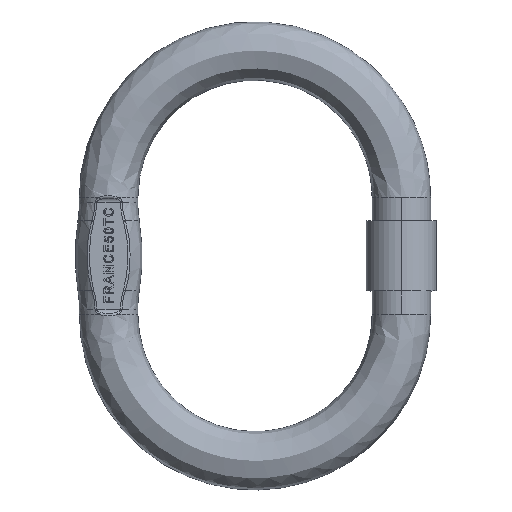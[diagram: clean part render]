
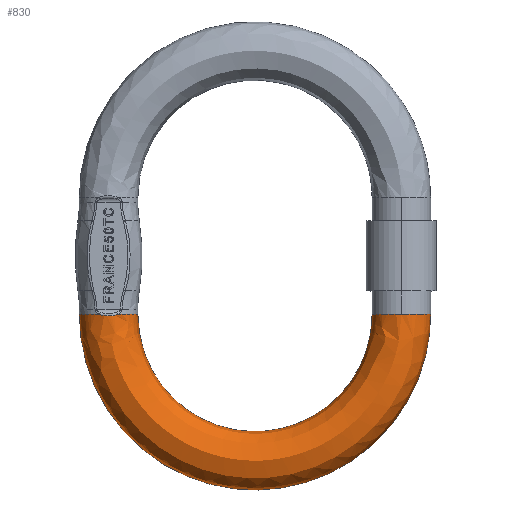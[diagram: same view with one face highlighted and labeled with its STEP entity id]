
A CAD part, top view. The second image highlights one B-rep face of the part: STEP entity #830.
In plain terms, the highlighted free-form (B-spline) face has degree [3, 3] with [7, 7] control points.
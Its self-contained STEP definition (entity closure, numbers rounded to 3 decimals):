
#830=ADVANCED_FACE('NONE',(#1754),#1755,.T.);
#1754=FACE_OUTER_BOUND('',#6372,.T.);
#1755=(B_SPLINE_SURFACE(3,3,((#6374,#6375,#6376,#6377,#6378,#6379,#6380),(#6381,#6382,#6383,#6384,#6385,#6386,#6387),(#6388,#6389,#6390,#6391,#6392,#6393,#6394),(#6395,#6396,#6397,#6398,#6399,#6400,#6401),(#6402,#6403,#6404,#6405,#6406,#6407,#6408),(#6409,#6410,#6411,#6412,#6413,#6414,#6415),(#6416,#6417,#6418,#6419,#6420,#6421,#6422)),.UNSPECIFIED.,.T.,.F.,.F.)B_SPLINE_SURFACE_WITH_KNOTS((4,3,4),(4,3,4),(0.0,0.5,1.0),(0.0,0.5,1.0),.UNSPECIFIED.)RATIONAL_B_SPLINE_SURFACE(((1.0,0.803,0.803,1.0,0.803,0.803,1.0),(0.333,0.268,0.268,0.333,0.268,0.268,0.333),(0.333,0.268,0.268,0.333,0.268,0.268,0.333),(1.0,0.803,0.803,1.0,0.803,0.803,1.0),(0.333,0.268,0.268,0.333,0.268,0.268,0.333),(0.333,0.268,0.268,0.333,0.268,0.268,0.333),(1.0,0.803,0.803,1.0,0.803,0.803,1.0)))BOUNDED_SURFACE()REPRESENTATION_ITEM('')GEOMETRIC_REPRESENTATION_ITEM()SURFACE());
#6372=EDGE_LOOP('',(#9553,#9554,#9555,#9556,#9557,#9558,#9559));
#6374=CARTESIAN_POINT('',(150.0,-50.0,0.0));
#6375=CARTESIAN_POINT('',(150.0,-138.526,0.0));
#6376=CARTESIAN_POINT('',(87.108,-200.828,0.0));
#6377=CARTESIAN_POINT('',(-1.414,-199.993,0.0));
#6378=CARTESIAN_POINT('',(-89.936,-199.159,0.0));
#6379=CARTESIAN_POINT('',(-151.642,-135.683,0.0));
#6380=CARTESIAN_POINT('',(-149.973,-47.173,0.0));
#6381=CARTESIAN_POINT('',(150.0,-50.0,50.0));
#6382=CARTESIAN_POINT('',(150.0,-138.526,50.0));
#6383=CARTESIAN_POINT('',(87.108,-200.828,50.0));
#6384=CARTESIAN_POINT('',(-1.414,-199.993,50.0));
#6385=CARTESIAN_POINT('',(-89.936,-199.159,50.0));
#6386=CARTESIAN_POINT('',(-151.642,-135.683,50.0));
#6387=CARTESIAN_POINT('',(-149.973,-47.173,50.0));
#6388=CARTESIAN_POINT('',(100.0,-50.0,50.0));
#6389=CARTESIAN_POINT('',(100.0,-109.017,50.0));
#6390=CARTESIAN_POINT('',(58.072,-150.552,50.0));
#6391=CARTESIAN_POINT('',(-0.942,-149.996,50.0));
#6392=CARTESIAN_POINT('',(-59.957,-149.439,50.0));
#6393=CARTESIAN_POINT('',(-101.095,-107.122,50.0));
#6394=CARTESIAN_POINT('',(-99.982,-48.115,50.0));
#6395=CARTESIAN_POINT('',(100.0,-50.0,0.));
#6396=CARTESIAN_POINT('',(100.0,-109.017,0.));
#6397=CARTESIAN_POINT('',(58.072,-150.552,0.));
#6398=CARTESIAN_POINT('',(-0.942,-149.996,0.));
#6399=CARTESIAN_POINT('',(-59.957,-149.439,0.));
#6400=CARTESIAN_POINT('',(-101.095,-107.122,0.));
#6401=CARTESIAN_POINT('',(-99.982,-48.115,0.));
#6402=CARTESIAN_POINT('',(100.0,-50.0,-50.0));
#6403=CARTESIAN_POINT('',(100.0,-109.017,-50.0));
#6404=CARTESIAN_POINT('',(58.072,-150.552,-50.0));
#6405=CARTESIAN_POINT('',(-0.942,-149.996,-50.0));
#6406=CARTESIAN_POINT('',(-59.957,-149.439,-50.0));
#6407=CARTESIAN_POINT('',(-101.095,-107.122,-50.0));
#6408=CARTESIAN_POINT('',(-99.982,-48.115,-50.0));
#6409=CARTESIAN_POINT('',(150.0,-50.0,-50.0));
#6410=CARTESIAN_POINT('',(150.0,-138.526,-50.0));
#6411=CARTESIAN_POINT('',(87.108,-200.828,-50.0));
#6412=CARTESIAN_POINT('',(-1.414,-199.993,-50.0));
#6413=CARTESIAN_POINT('',(-89.936,-199.159,-50.0));
#6414=CARTESIAN_POINT('',(-151.642,-135.683,-50.0));
#6415=CARTESIAN_POINT('',(-149.973,-47.173,-50.0));
#6416=CARTESIAN_POINT('',(150.0,-50.0,0.0));
#6417=CARTESIAN_POINT('',(150.0,-138.526,0.0));
#6418=CARTESIAN_POINT('',(87.108,-200.828,0.0));
#6419=CARTESIAN_POINT('',(-1.414,-199.993,0.0));
#6420=CARTESIAN_POINT('',(-89.936,-199.159,0.0));
#6421=CARTESIAN_POINT('',(-151.642,-135.683,0.0));
#6422=CARTESIAN_POINT('',(-149.973,-47.173,0.0));
#9553=ORIENTED_EDGE('',*,*,#10136,.T.);
#9554=ORIENTED_EDGE('',*,*,#10160,.F.);
#9555=ORIENTED_EDGE('',*,*,#11020,.F.);
#9556=ORIENTED_EDGE('',*,*,#10140,.F.);
#9557=ORIENTED_EDGE('',*,*,#11018,.F.);
#9558=ORIENTED_EDGE('',*,*,#10971,.F.);
#9559=ORIENTED_EDGE('',*,*,#10993,.F.);
#10136=EDGE_CURVE('',#11292,#11293,#11294,.T.);
#10140=EDGE_CURVE('',#11299,#11301,#11302,.T.);
#10160=EDGE_CURVE('NONE',#11335,#11293,#11337,.T.);
#10971=EDGE_CURVE('NONE',#12533,#12537,#12538,.T.);
#10993=EDGE_CURVE('NONE',#11292,#12533,#12570,.T.);
#11018=EDGE_CURVE('NONE',#12537,#11299,#12603,.T.);
#11020=EDGE_CURVE('NONE',#11301,#11335,#12605,.T.);
#11292=VERTEX_POINT('',#13030);
#11293=VERTEX_POINT('',#13031);
#11294=(B_SPLINE_CURVE(3,(#13033,#13034,#13035,#13036,#13037,#13038,#13039),.UNSPECIFIED.,.F.,.F.)B_SPLINE_CURVE_WITH_KNOTS((4,3,4),(-1.0,-0.5,-0.0),.UNSPECIFIED.)RATIONAL_B_SPLINE_CURVE((1.0,0.803,0.803,1.0,0.803,0.803,1.0))BOUNDED_CURVE()REPRESENTATION_ITEM('')GEOMETRIC_REPRESENTATION_ITEM()CURVE());
#11299=VERTEX_POINT('',#13071);
#11301=VERTEX_POINT('',#13073);
#11302=(B_SPLINE_CURVE(3,(#13075,#13076,#13077,#13078,#13079,#13080,#13081),.UNSPECIFIED.,.F.,.F.)B_SPLINE_CURVE_WITH_KNOTS((4,3,4),(-1.0,-0.5,-0.0),.UNSPECIFIED.)RATIONAL_B_SPLINE_CURVE((1.0,0.803,0.803,1.0,0.803,0.803,1.0))BOUNDED_CURVE()REPRESENTATION_ITEM('')GEOMETRIC_REPRESENTATION_ITEM()CURVE());
#11335=VERTEX_POINT('',#13226);
#11337=CIRCLE('',#13229,25.0);
#12533=VERTEX_POINT('NONE',#17616);
#12537=VERTEX_POINT('NONE',#17633);
#12538=B_SPLINE_CURVE_WITH_KNOTS('',3,(#17634,#17635,#17636,#17637,#17638,#17639,#17640,#17641,#17642,#17643,#17644,#17645,#17646,#17647,#17648,#17649,#17650,#17651,#17652,#17653,#17654,#17655),.UNSPECIFIED.,.F.,.F.,(4,2,2,2,2,2,2,2,2,2,4),(0.0,0.125,0.25,0.313,0.375,0.5,0.625,0.688,0.75,0.875,1.0),.UNSPECIFIED.);
#12570=CIRCLE('',#17811,25.0);
#12603=CIRCLE('',#18025,25.0);
#12605=CIRCLE('',#18027,25.0);
#13030=CARTESIAN_POINT('',(-150.0,-50.,0.0));
#13031=CARTESIAN_POINT('',(150.0,-50.0,0.0));
#13033=CARTESIAN_POINT('',(-149.973,-47.173,0.0));
#13034=CARTESIAN_POINT('',(-151.642,-135.683,0.0));
#13035=CARTESIAN_POINT('',(-89.936,-199.159,0.0));
#13036=CARTESIAN_POINT('',(-1.414,-199.993,0.0));
#13037=CARTESIAN_POINT('',(87.108,-200.828,0.0));
#13038=CARTESIAN_POINT('',(150.0,-138.526,0.0));
#13039=CARTESIAN_POINT('',(150.0,-50.0,0.0));
#13071=CARTESIAN_POINT('',(-100.0,-50.,0.));
#13073=CARTESIAN_POINT('',(100.0,-50.0,0.));
#13075=CARTESIAN_POINT('',(-99.982,-48.115,0.));
#13076=CARTESIAN_POINT('',(-101.095,-107.122,0.));
#13077=CARTESIAN_POINT('',(-59.957,-149.439,0.));
#13078=CARTESIAN_POINT('',(-0.942,-149.996,0.));
#13079=CARTESIAN_POINT('',(58.072,-150.552,0.));
#13080=CARTESIAN_POINT('',(100.0,-109.017,0.));
#13081=CARTESIAN_POINT('',(100.0,-50.0,0.));
#13226=CARTESIAN_POINT('',(125.0,-50.0,25.0));
#13229=AXIS2_PLACEMENT_3D('',#19154,#19155,#19156);
#17616=CARTESIAN_POINT('',(-132.856,-50.,23.734));
#17633=CARTESIAN_POINT('',(-117.144,-50.,23.734));
#17634=CARTESIAN_POINT('',(-132.856,-50.,23.734));
#17635=CARTESIAN_POINT('',(-132.261,-50.257,23.931));
#17636=CARTESIAN_POINT('',(-131.635,-50.462,24.112));
#17637=CARTESIAN_POINT('',(-130.363,-50.794,24.426));
#17638=CARTESIAN_POINT('',(-129.713,-50.923,24.56));
#17639=CARTESIAN_POINT('',(-128.72,-51.073,24.723));
#17640=CARTESIAN_POINT('',(-128.386,-51.116,24.771));
#17641=CARTESIAN_POINT('',(-127.712,-51.189,24.854));
#17642=CARTESIAN_POINT('',(-127.371,-51.218,24.889));
#17643=CARTESIAN_POINT('',(-126.35,-51.289,24.972));
#17644=CARTESIAN_POINT('',(-125.671,-51.31,25.));
#17645=CARTESIAN_POINT('',(-124.315,-51.309,25.));
#17646=CARTESIAN_POINT('',(-123.638,-51.285,24.972));
#17647=CARTESIAN_POINT('',(-122.624,-51.213,24.89));
#17648=CARTESIAN_POINT('',(-122.286,-51.183,24.855));
#17649=CARTESIAN_POINT('',(-121.611,-51.11,24.772));
#17650=CARTESIAN_POINT('',(-121.274,-51.066,24.724));
#17651=CARTESIAN_POINT('',(-120.275,-50.913,24.559));
#17652=CARTESIAN_POINT('',(-119.624,-50.784,24.424));
#17653=CARTESIAN_POINT('',(-118.356,-50.454,24.11));
#17654=CARTESIAN_POINT('',(-117.739,-50.253,23.931));
#17655=CARTESIAN_POINT('',(-117.144,-50.,23.734));
#17811=AXIS2_PLACEMENT_3D('',#19683,#19684,#19685);
#18025=AXIS2_PLACEMENT_3D('',#19692,#19693,#19694);
#18027=AXIS2_PLACEMENT_3D('',#19695,#19696,#19697);
#19154=CARTESIAN_POINT('',(125.0,-50.0,0.0));
#19155=DIRECTION('',(0.0,1.0,0.0));
#19156=DIRECTION('',(0.0,0.0,-1.0));
#19683=CARTESIAN_POINT('',(-125.0,-50.,0.0));
#19684=DIRECTION('',(0.0,1.0,0.0));
#19685=DIRECTION('',(0.0,0.0,1.0));
#19692=CARTESIAN_POINT('',(-125.0,-50.,0.0));
#19693=DIRECTION('',(0.0,1.0,0.0));
#19694=DIRECTION('',(0.0,0.0,1.0));
#19695=CARTESIAN_POINT('',(125.0,-50.0,0.0));
#19696=DIRECTION('',(0.0,1.0,0.0));
#19697=DIRECTION('',(0.0,0.0,-1.0));
